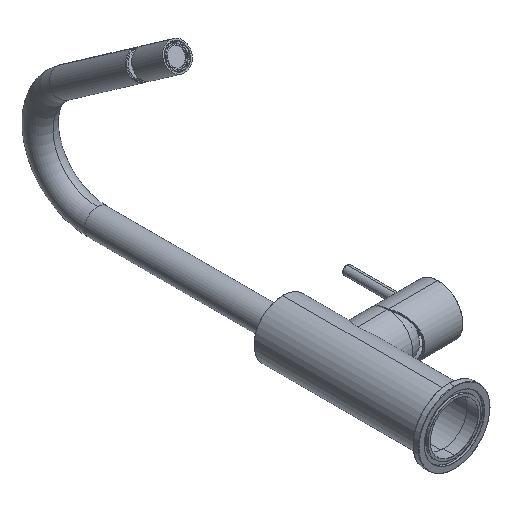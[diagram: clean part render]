
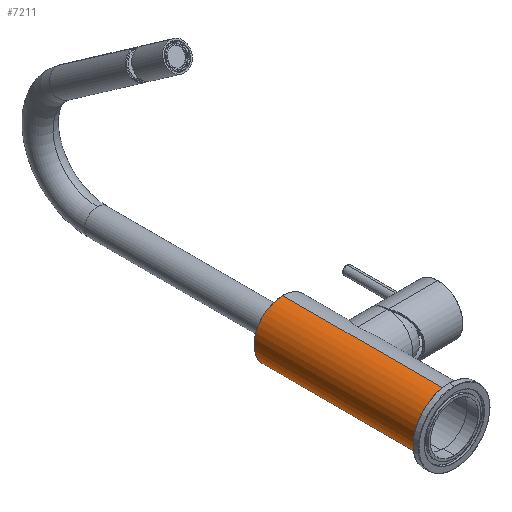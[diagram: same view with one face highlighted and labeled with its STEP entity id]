
A CAD part, isometric view. The second image highlights one B-rep face of the part: STEP entity #7211.
In plain terms, the highlighted cylindrical face has radius 20 mm (diameter 40 mm), a partial arc.
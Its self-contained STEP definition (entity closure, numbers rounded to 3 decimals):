
#12 = CARTESIAN_POINT ( 'NONE',  ( -1.819, 109.52, -19.918 ) ) ;
#100 = CARTESIAN_POINT ( 'NONE',  ( -1.679, 105.264, -19.93 ) ) ;
#128 = CARTESIAN_POINT ( 'NONE',  ( -1.221, 109.921, -19.963 ) ) ;
#219 = CARTESIAN_POINT ( 'NONE',  ( -2.609, 106.563, -19.829 ) ) ;
#322 = DIRECTION ( 'NONE',  ( 0., -1., 0. ) ) ;
#418 = ORIENTED_EDGE ( 'NONE', *, *, #8048, .T. ) ;
#463 = VERTEX_POINT ( 'NONE', #4639 ) ;
#726 = EDGE_CURVE ( 'NONE', #3356, #5767, #11404, .T. ) ;
#750 = DIRECTION ( 'NONE',  ( 0., -1., 0. ) ) ;
#845 = CARTESIAN_POINT ( 'NONE',  ( 0., 104.7, -20. ) ) ;
#893 = CARTESIAN_POINT ( 'NONE',  ( -2.387, 108.827, -19.857 ) ) ;
#923 = CARTESIAN_POINT ( 'NONE',  ( -2.75, 107.268, -19.81 ) ) ;
#959 = LINE ( 'NONE', #4490, #1909 ) ;
#975 = CARTESIAN_POINT ( 'NONE',  ( -0.358, 104.717, -19.998 ) ) ;
#1001 = CARTESIAN_POINT ( 'NONE',  ( -1.38, 109.836, -19.953 ) ) ;
#1032 = CARTESIAN_POINT ( 'NONE',  ( -2.471, 106.229, -19.847 ) ) ;
#1139 = LINE ( 'NONE', #10742, #10014 ) ;
#1258 = EDGE_CURVE ( 'NONE', #3728, #2057, #11137, .T. ) ;
#1794 = CARTESIAN_POINT ( 'NONE',  ( 0., 0.2, 0. ) ) ;
#1843 = CARTESIAN_POINT ( 'NONE',  ( -1.817, 105.378, -19.918 ) ) ;
#1899 = CARTESIAN_POINT ( 'NONE',  ( -0.887, 104.841, -19.981 ) ) ;
#1909 = VECTOR ( 'NONE', #322, 1000. ) ;
#2004 = CARTESIAN_POINT ( 'NONE',  ( -2.386, 106.072, -19.857 ) ) ;
#2057 = VERTEX_POINT ( 'NONE', #7967 ) ;
#2610 = CARTESIAN_POINT ( 'NONE',  ( -2.471, 108.669, -19.847 ) ) ;
#2776 = DIRECTION ( 'NONE',  ( 0., 0., 1. ) ) ;
#2907 = CARTESIAN_POINT ( 'NONE',  ( 0., 110.2, -20. ) ) ;
#2935 = CARTESIAN_POINT ( 'NONE',  ( -1.378, 105.064, -19.953 ) ) ;
#3015 = LINE ( 'NONE', #4000, #6406 ) ;
#3068 = B_SPLINE_CURVE_WITH_KNOTS ( 'NONE', 3,
 ( #7035, #3746, #975, #9939, #1899, #6410, #2935, #100, #1843, #4563, #3693, #2004, #1032, #219, #8038, #4504, #923, #7097 ),
 .UNSPECIFIED., .F., .F.,
 ( 4, 2, 2, 2, 2, 2, 2, 2, 4 ),
 ( 0.009, 0.009, 0.01, 0.01, 0.011, 0.011, 0.012, 0.012, 0.013 ),
 .UNSPECIFIED. ) ;
#3356 = VERTEX_POINT ( 'NONE', #10750 ) ;
#3399 = AXIS2_PLACEMENT_3D ( 'NONE', #9524, #750, #6088 ) ;
#3554 = CARTESIAN_POINT ( 'NONE',  ( -1.68, 109.634, -19.93 ) ) ;
#3608 = VERTEX_POINT ( 'NONE', #11327 ) ;
#3613 = CARTESIAN_POINT ( 'NONE',  ( -2.732, 107.81, -19.813 ) ) ;
#3661 = CARTESIAN_POINT ( 'NONE',  ( -0.89, 110.058, -19.981 ) ) ;
#3693 = CARTESIAN_POINT ( 'NONE',  ( -2.187, 105.773, -19.88 ) ) ;
#3728 = VERTEX_POINT ( 'NONE', #6511 ) ;
#3746 = CARTESIAN_POINT ( 'NONE',  ( -0.18, 104.7, -20. ) ) ;
#3781 = DIRECTION ( 'NONE',  ( 0., -1., 0. ) ) ;
#4000 = CARTESIAN_POINT ( 'NONE',  ( 0., 116.2, -20. ) ) ;
#4016 = EDGE_CURVE ( 'NONE', #4271, #3728, #3068, .T. ) ;
#4112 = AXIS2_PLACEMENT_3D ( 'NONE', #6391, #3781, #5449 ) ;
#4271 = VERTEX_POINT ( 'NONE', #845 ) ;
#4420 = CARTESIAN_POINT ( 'NONE',  ( -2.188, 109.126, -19.88 ) ) ;
#4490 = CARTESIAN_POINT ( 'NONE',  ( 0., 116.2, -20. ) ) ;
#4504 = CARTESIAN_POINT ( 'NONE',  ( -2.732, 107.089, -19.813 ) ) ;
#4563 = CARTESIAN_POINT ( 'NONE',  ( -2.071, 105.632, -19.893 ) ) ;
#4639 = CARTESIAN_POINT ( 'NONE',  ( 0., 116., 20. ) ) ;
#4678 = CIRCLE ( 'NONE', #3399, 20. ) ;
#4807 = DIRECTION ( 'NONE',  ( 0., -1., 0. ) ) ;
#5410 = DIRECTION ( 'NONE',  ( 0., -1., 0. ) ) ;
#5449 = DIRECTION ( 'NONE',  ( 0., 0., -1. ) ) ;
#5767 = VERTEX_POINT ( 'NONE', #9822 ) ;
#6088 = DIRECTION ( 'NONE',  ( 0., 0., 1. ) ) ;
#6245 = DIRECTION ( 'NONE',  ( 0., 1., 0. ) ) ;
#6260 = CARTESIAN_POINT ( 'NONE',  ( -2.072, 109.267, -19.893 ) ) ;
#6391 = CARTESIAN_POINT ( 'NONE',  ( 0., 116.2, 0. ) ) ;
#6406 = VECTOR ( 'NONE', #4807, 1000. ) ;
#6410 = CARTESIAN_POINT ( 'NONE',  ( -1.218, 104.978, -19.964 ) ) ;
#6511 = CARTESIAN_POINT ( 'NONE',  ( -2.75, 107.45, -19.81 ) ) ;
#6898 = EDGE_CURVE ( 'NONE', #463, #5767, #1139, .T. ) ;
#7035 = CARTESIAN_POINT ( 'NONE',  ( 0., 104.7, -20. ) ) ;
#7063 = ORIENTED_EDGE ( 'NONE', *, *, #4016, .F. ) ;
#7077 = FACE_OUTER_BOUND ( 'NONE', #8740, .T. ) ;
#7097 = CARTESIAN_POINT ( 'NONE',  ( -2.75, 107.45, -19.81 ) ) ;
#7211 = ADVANCED_FACE ( 'NONE', ( #7077 ), #9919, .T. ) ;
#7444 = ORIENTED_EDGE ( 'NONE', *, *, #726, .T. ) ;
#7838 = EDGE_CURVE ( 'NONE', #463, #3608, #4678, .T. ) ;
#7929 = ORIENTED_EDGE ( 'NONE', *, *, #1258, .F. ) ;
#7967 = CARTESIAN_POINT ( 'NONE',  ( 0., 110.2, -20. ) ) ;
#8038 = CARTESIAN_POINT ( 'NONE',  ( -2.662, 106.737, -19.822 ) ) ;
#8048 = EDGE_CURVE ( 'NONE', #4271, #3356, #959, .T. ) ;
#8150 = ORIENTED_EDGE ( 'NONE', *, *, #11017, .T. ) ;
#8182 = CARTESIAN_POINT ( 'NONE',  ( -0.182, 110.2, -20. ) ) ;
#8534 = ORIENTED_EDGE ( 'NONE', *, *, #6898, .F. ) ;
#8740 = EDGE_LOOP ( 'NONE', ( #8534, #9707, #8150, #7929, #7063, #418, #7444 ) ) ;
#8929 = CARTESIAN_POINT ( 'NONE',  ( -2.75, 107.632, -19.81 ) ) ;
#9335 = CARTESIAN_POINT ( 'NONE',  ( -0.362, 110.182, -19.998 ) ) ;
#9524 = CARTESIAN_POINT ( 'NONE',  ( 0., 116., 0. ) ) ;
#9707 = ORIENTED_EDGE ( 'NONE', *, *, #7838, .T. ) ;
#9822 = CARTESIAN_POINT ( 'NONE',  ( 0., 0.2, 20. ) ) ;
#9919 = CYLINDRICAL_SURFACE ( 'NONE', #4112, 20. ) ;
#9939 = CARTESIAN_POINT ( 'NONE',  ( -0.714, 104.788, -19.988 ) ) ;
#10014 = VECTOR ( 'NONE', #5410, 1000. ) ;
#10548 = CARTESIAN_POINT ( 'NONE',  ( -2.75, 107.45, -19.81 ) ) ;
#10667 = CARTESIAN_POINT ( 'NONE',  ( -2.662, 108.162, -19.822 ) ) ;
#10719 = CARTESIAN_POINT ( 'NONE',  ( -2.609, 108.337, -19.829 ) ) ;
#10742 = CARTESIAN_POINT ( 'NONE',  ( 0., 116.2, 20. ) ) ;
#10750 = CARTESIAN_POINT ( 'NONE',  ( 0., 0.2, -20. ) ) ;
#11017 = EDGE_CURVE ( 'NONE', #3608, #2057, #3015, .T. ) ;
#11033 = AXIS2_PLACEMENT_3D ( 'NONE', #1794, #6245, #2776 ) ;
#11063 = CARTESIAN_POINT ( 'NONE',  ( -0.717, 110.111, -19.988 ) ) ;
#11137 = B_SPLINE_CURVE_WITH_KNOTS ( 'NONE', 3,
 ( #10548, #8929, #3613, #10667, #10719, #2610, #893, #4420, #6260, #12, #3554, #1001, #128, #3661, #11063, #9335, #8182, #2907 ),
 .UNSPECIFIED., .F., .F.,
 ( 4, 2, 2, 2, 2, 2, 2, 2, 4 ),
 ( 0.013, 0.013, 0.014, 0.015, 0.015, 0.016, 0.016, 0.017, 0.017 ),
 .UNSPECIFIED. ) ;
#11327 = CARTESIAN_POINT ( 'NONE',  ( 0., 116., -20. ) ) ;
#11404 = CIRCLE ( 'NONE', #11033, 20. ) ;
